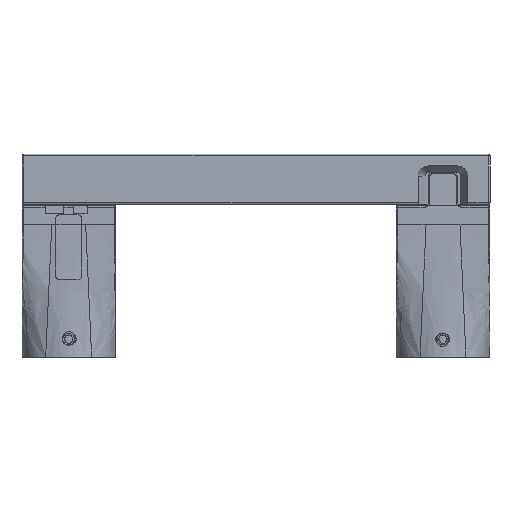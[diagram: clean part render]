
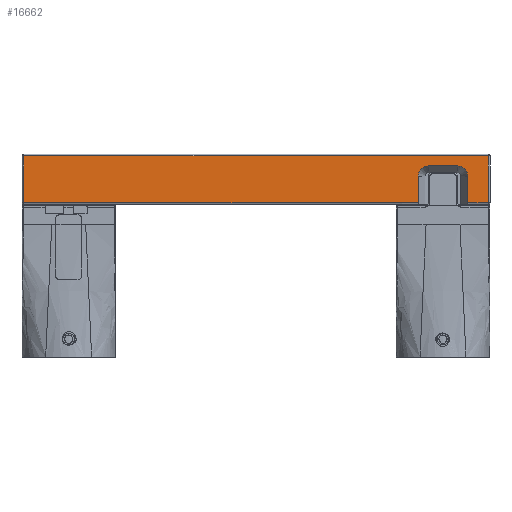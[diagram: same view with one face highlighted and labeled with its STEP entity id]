
A CAD part, front view. The second image highlights one B-rep face of the part: STEP entity #16662.
In plain terms, the highlighted planar face has unit normal (0, -1, 0).
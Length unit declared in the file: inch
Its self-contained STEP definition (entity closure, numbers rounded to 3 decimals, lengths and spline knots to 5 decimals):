
#13860=DIRECTION('',(0.,0.,1.));
#13861=VECTOR('',#13860,0.46);
#13862=CARTESIAN_POINT('',(3.67636,-0.35,-0.4075));
#13863=LINE('',#13862,#13861);
#13864=CARTESIAN_POINT('',(3.498,-0.35,0.0525));
#13865=DIRECTION('',(0.,1.,0.));
#13866=DIRECTION('',(0.,0.,1.));
#13867=AXIS2_PLACEMENT_3D('',#13864,#13865,#13866);
#13869=DIRECTION('',(-1.,0.,0.));
#13870=VECTOR('',#13869,0.505);
#13871=CARTESIAN_POINT('',(3.498,-0.35,0.23086));
#13872=LINE('',#13871,#13870);
#13873=CARTESIAN_POINT('',(2.993,-0.35,0.0525));
#13874=DIRECTION('',(0.,1.,0.));
#13875=DIRECTION('',(-1.,0.,0.));
#13876=AXIS2_PLACEMENT_3D('',#13873,#13874,#13875);
#13878=DIRECTION('',(0.,0.,1.));
#13879=VECTOR('',#13878,0.46);
#13880=CARTESIAN_POINT('',(2.81464,-0.35,-0.4075));
#13881=LINE('',#13880,#13879);
#13882=DIRECTION('',(1.,0.,0.));
#13883=VECTOR('',#13882,6.84714);
#13884=CARTESIAN_POINT('',(-4.0325,-0.35,-0.4075));
#13885=LINE('',#13884,#13883);
#13886=DIRECTION('',(0.,0.,-1.));
#13887=VECTOR('',#13886,0.815);
#13888=CARTESIAN_POINT('',(-4.0325,-0.35,0.4075));
#13889=LINE('',#13888,#13887);
#13890=DIRECTION('',(-1.,0.,0.));
#13891=VECTOR('',#13890,8.065);
#13892=CARTESIAN_POINT('',(4.0325,-0.35,0.4075));
#13893=LINE('',#13892,#13891);
#13894=DIRECTION('',(0.,0.,1.));
#13895=VECTOR('',#13894,0.815);
#13896=CARTESIAN_POINT('',(4.0325,-0.35,-0.4075));
#13897=LINE('',#13896,#13895);
#13898=DIRECTION('',(1.,0.,0.));
#13899=VECTOR('',#13898,0.35614);
#13900=CARTESIAN_POINT('',(3.67636,-0.35,-0.4075));
#13901=LINE('',#13900,#13899);
#15002=CARTESIAN_POINT('',(-4.0325,-0.35,0.4075));
#15003=CARTESIAN_POINT('',(-4.0325,-0.35,-0.4075));
#15004=VERTEX_POINT('',#15002);
#15005=VERTEX_POINT('',#15003);
#15014=CARTESIAN_POINT('',(4.0325,-0.35,-0.4075));
#15015=CARTESIAN_POINT('',(4.0325,-0.35,0.4075));
#15016=VERTEX_POINT('',#15014);
#15017=VERTEX_POINT('',#15015);
#15040=CARTESIAN_POINT('',(3.67636,-0.35,-0.4075));
#15041=VERTEX_POINT('',#15040);
#15044=CARTESIAN_POINT('',(2.81464,-0.35,0.0525));
#15046=VERTEX_POINT('',#15044);
#15048=CARTESIAN_POINT('',(2.993,-0.35,0.23086));
#15050=VERTEX_POINT('',#15048);
#15052=CARTESIAN_POINT('',(3.498,-0.35,0.23086));
#15054=VERTEX_POINT('',#15052);
#15056=CARTESIAN_POINT('',(3.67636,-0.35,0.0525));
#15058=VERTEX_POINT('',#15056);
#15060=CARTESIAN_POINT('',(2.81464,-0.35,-0.4075));
#15061=VERTEX_POINT('',#15060);
#16636=CARTESIAN_POINT('',(0.,-0.35,0.));
#16637=DIRECTION('',(0.,1.,0.));
#16638=DIRECTION('',(1.,0.,0.));
#16639=AXIS2_PLACEMENT_3D('',#16636,#16637,#16638);
#16640=PLANE('',#16639);
#16641=ORIENTED_EDGE('',*,*,#16624,.T.);
#16643=ORIENTED_EDGE('',*,*,#16642,.F.);
#16645=ORIENTED_EDGE('',*,*,#16644,.T.);
#16647=ORIENTED_EDGE('',*,*,#16646,.F.);
#16649=ORIENTED_EDGE('',*,*,#16648,.F.);
#16651=ORIENTED_EDGE('',*,*,#16650,.F.);
#16653=ORIENTED_EDGE('',*,*,#16652,.F.);
#16655=ORIENTED_EDGE('',*,*,#16654,.F.);
#16657=ORIENTED_EDGE('',*,*,#16656,.F.);
#16659=ORIENTED_EDGE('',*,*,#16658,.F.);
#16660=EDGE_LOOP('',(#16641,#16643,#16645,#16647,#16649,#16651,#16653,#16655,
#16657,#16659));
#16661=FACE_OUTER_BOUND('',#16660,.F.);
#16662=ADVANCED_FACE('',(#16661),#16640,.F.);
#13868=CIRCLE('',#13867,0.17836);
#13877=CIRCLE('',#13876,0.17836);
#16624=EDGE_CURVE('',#15041,#15058,#13863,.T.);
#16642=EDGE_CURVE('',#15054,#15058,#13868,.T.);
#16644=EDGE_CURVE('',#15054,#15050,#13872,.T.);
#16646=EDGE_CURVE('',#15046,#15050,#13877,.T.);
#16648=EDGE_CURVE('',#15061,#15046,#13881,.T.);
#16650=EDGE_CURVE('',#15005,#15061,#13885,.T.);
#16652=EDGE_CURVE('',#15004,#15005,#13889,.T.);
#16654=EDGE_CURVE('',#15017,#15004,#13893,.T.);
#16656=EDGE_CURVE('',#15016,#15017,#13897,.T.);
#16658=EDGE_CURVE('',#15041,#15016,#13901,.T.);
